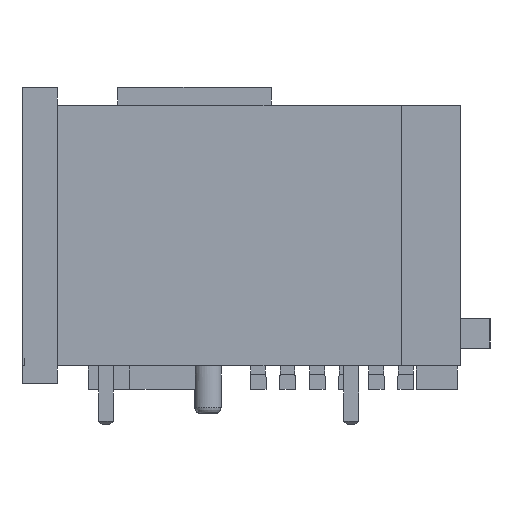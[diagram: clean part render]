
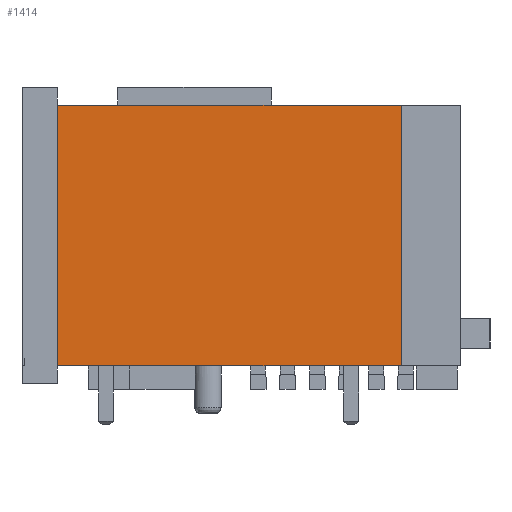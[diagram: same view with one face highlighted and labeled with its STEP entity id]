
A CAD part, left-side view. The second image highlights one B-rep face of the part: STEP entity #1414.
In plain terms, the highlighted planar face has unit normal (-1, 0, 0).
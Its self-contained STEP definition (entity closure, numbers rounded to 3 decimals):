
#1359=CARTESIAN_POINT('',(-36.449,6.463,1.031));
#1360=VERTEX_POINT('',#1359);
#1367=CARTESIAN_POINT('',(-36.449,6.463,12.233));
#1368=VERTEX_POINT('',#1367);
#1369=CARTESIAN_POINT('',(-36.449,6.463,12.233));
#1370=DIRECTION('',(0.0,0.0,-1.0));
#1371=VECTOR('',#1370,11.201);
#1372=LINE('',#1369,#1371);
#1373=EDGE_CURVE('',#1368,#1360,#1372,.T.);
#1384=CARTESIAN_POINT('',(-36.449,7.202,0.471));
#1385=DIRECTION('',(-1.0,0.0,0.0));
#1386=DIRECTION('',(0.0,-1.0,0.0));
#1387=AXIS2_PLACEMENT_3D('',#1384,#1385,#1386);
#1388=PLANE('',#1387);
#1389=CARTESIAN_POINT('',(-36.449,-8.32,12.233));
#1390=VERTEX_POINT('',#1389);
#1391=CARTESIAN_POINT('',(-36.449,-8.32,1.031));
#1392=VERTEX_POINT('',#1391);
#1393=CARTESIAN_POINT('',(-36.449,-8.32,12.233));
#1394=DIRECTION('',(0.0,0.0,-1.0));
#1395=VECTOR('',#1394,11.201);
#1396=LINE('',#1393,#1395);
#1397=EDGE_CURVE('',#1390,#1392,#1396,.T.);
#1398=ORIENTED_EDGE('',*,*,#1397,.F.);
#1399=CARTESIAN_POINT('',(-36.449,-8.32,12.233));
#1400=DIRECTION('',(0.0,1.0,0.0));
#1401=VECTOR('',#1400,14.783);
#1402=LINE('',#1399,#1401);
#1403=EDGE_CURVE('',#1390,#1368,#1402,.T.);
#1404=ORIENTED_EDGE('',*,*,#1403,.T.);
#1405=ORIENTED_EDGE('',*,*,#1373,.T.);
#1406=CARTESIAN_POINT('',(-36.449,6.463,1.031));
#1407=DIRECTION('',(0.0,-1.0,0.0));
#1408=VECTOR('',#1407,14.783);
#1409=LINE('',#1406,#1408);
#1410=EDGE_CURVE('',#1360,#1392,#1409,.T.);
#1411=ORIENTED_EDGE('',*,*,#1410,.T.);
#1412=EDGE_LOOP('',(#1398,#1404,#1405,#1411));
#1413=FACE_OUTER_BOUND('',#1412,.T.);
#1414=ADVANCED_FACE('',(#1413),#1388,.T.);
